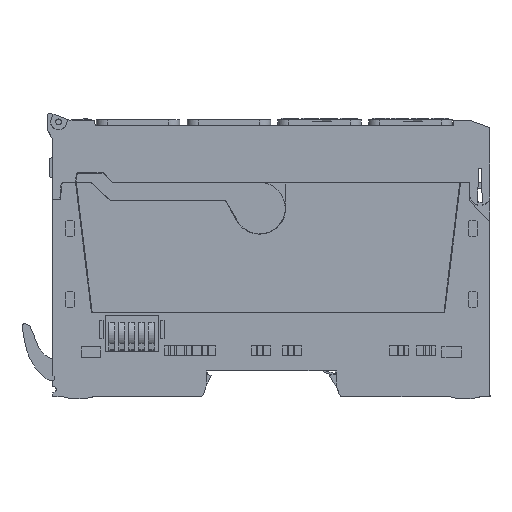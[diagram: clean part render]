
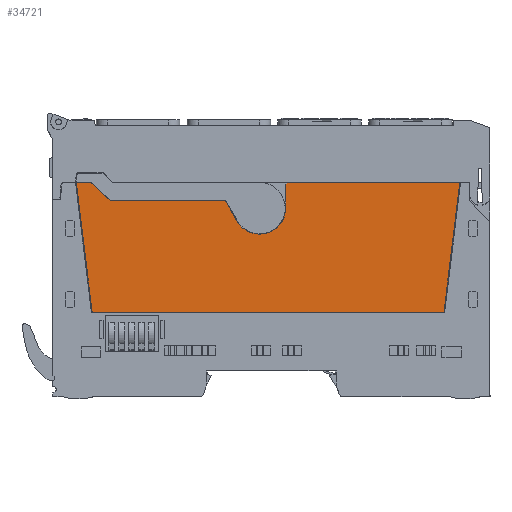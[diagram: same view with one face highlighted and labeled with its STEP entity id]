
A CAD part, left-side view. The second image highlights one B-rep face of the part: STEP entity #34721.
In plain terms, the highlighted planar face has unit normal (-1, 0, 0).
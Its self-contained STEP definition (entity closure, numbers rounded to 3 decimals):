
#1449=AXIS2_PLACEMENT_3D('Plane Axis2P3D',#1446,#1447,#1448) ;
#26831=AXIS2_PLACEMENT_3D('Circle Axis2P3D',#26829,#26830,$) ;
#26881=AXIS2_PLACEMENT_3D('Circle Axis2P3D',#26879,#26880,$) ;
#26956=AXIS2_PLACEMENT_3D('Circle Axis2P3D',#26954,#26955,$) ;
#1446=CARTESIAN_POINT('Axis2P3D Location',(0.,118.817,0.6)) ;
#26661=CARTESIAN_POINT('Vertex',(0.,55.85,52.075)) ;
#26664=CARTESIAN_POINT('Line Origine',(0.,55.85,55.325)) ;
#26668=CARTESIAN_POINT('Vertex',(0.,55.85,58.575)) ;
#26689=CARTESIAN_POINT('Line Origine',(0.,55.6,58.825)) ;
#26693=CARTESIAN_POINT('Vertex',(0.,55.35,59.075)) ;
#26709=CARTESIAN_POINT('Line Origine',(0.,31.799,59.075)) ;
#26713=CARTESIAN_POINT('Vertex',(0.,8.248,59.075)) ;
#26734=CARTESIAN_POINT('Line Origine',(0.,10.421,41.375)) ;
#26738=CARTESIAN_POINT('Vertex',(0.,12.595,23.675)) ;
#26759=CARTESIAN_POINT('Line Origine',(0.,60.65,23.675)) ;
#26763=CARTESIAN_POINT('Vertex',(0.,108.705,23.675)) ;
#26784=CARTESIAN_POINT('Line Origine',(0.,110.879,41.375)) ;
#26788=CARTESIAN_POINT('Vertex',(0.,113.052,59.075)) ;
#26804=CARTESIAN_POINT('Line Origine',(0.,111.224,59.075)) ;
#26808=CARTESIAN_POINT('Vertex',(0.,109.396,59.075)) ;
#26829=CARTESIAN_POINT('Axis2P3D Location',(0.,109.396,58.075)) ;
#26833=CARTESIAN_POINT('Vertex',(0.,108.688,58.782)) ;
#26854=CARTESIAN_POINT('Line Origine',(0.,106.76,56.853)) ;
#26858=CARTESIAN_POINT('Vertex',(0.,104.831,54.924)) ;
#26879=CARTESIAN_POINT('Axis2P3D Location',(0.,102.78,56.975)) ;
#26883=CARTESIAN_POINT('Vertex',(0.,102.78,54.075)) ;
#26904=CARTESIAN_POINT('Line Origine',(0.,87.542,54.075)) ;
#26908=CARTESIAN_POINT('Vertex',(0.,72.303,54.075)) ;
#26929=CARTESIAN_POINT('Line Origine',(0.,70.701,51.3)) ;
#26933=CARTESIAN_POINT('Vertex',(0.,69.099,48.525)) ;
#26954=CARTESIAN_POINT('Axis2P3D Location',(0.,62.95,52.075)) ;
#1447=DIRECTION('Axis2P3D Direction',(1.,0.,0.)) ;
#1448=DIRECTION('Axis2P3D XDirection',(0.,-1.,0.)) ;
#26665=DIRECTION('Vector Direction',(0.,0.,1.)) ;
#26690=DIRECTION('Vector Direction',(0.,-0.707,0.707)) ;
#26710=DIRECTION('Vector Direction',(0.,-1.,0.)) ;
#26735=DIRECTION('Vector Direction',(0.,0.122,-0.993)) ;
#26760=DIRECTION('Vector Direction',(0.,1.,0.)) ;
#26785=DIRECTION('Vector Direction',(0.,0.122,0.993)) ;
#26805=DIRECTION('Vector Direction',(0.,-1.,0.)) ;
#26830=DIRECTION('Axis2P3D Direction',(-1.,0.,0.)) ;
#26855=DIRECTION('Vector Direction',(0.,-0.707,-0.707)) ;
#26880=DIRECTION('Axis2P3D Direction',(-1.,0.,0.)) ;
#26905=DIRECTION('Vector Direction',(0.,-1.,0.)) ;
#26930=DIRECTION('Vector Direction',(0.,-0.5,-0.866)) ;
#26955=DIRECTION('Axis2P3D Direction',(-1.,0.,0.)) ;
#26666=VECTOR('Line Direction',#26665,1.) ;
#26691=VECTOR('Line Direction',#26690,1.) ;
#26711=VECTOR('Line Direction',#26710,1.) ;
#26736=VECTOR('Line Direction',#26735,1.) ;
#26761=VECTOR('Line Direction',#26760,1.) ;
#26786=VECTOR('Line Direction',#26785,1.) ;
#26806=VECTOR('Line Direction',#26805,1.) ;
#26856=VECTOR('Line Direction',#26855,1.) ;
#26906=VECTOR('Line Direction',#26905,1.) ;
#26931=VECTOR('Line Direction',#26930,1.) ;
#34707=ORIENTED_EDGE('',*,*,#26740,.T.) ;
#34708=ORIENTED_EDGE('',*,*,#26715,.T.) ;
#34709=ORIENTED_EDGE('',*,*,#26695,.T.) ;
#34710=ORIENTED_EDGE('',*,*,#26670,.T.) ;
#34711=ORIENTED_EDGE('',*,*,#26958,.T.) ;
#34712=ORIENTED_EDGE('',*,*,#26935,.T.) ;
#34713=ORIENTED_EDGE('',*,*,#26910,.T.) ;
#34714=ORIENTED_EDGE('',*,*,#26885,.T.) ;
#34715=ORIENTED_EDGE('',*,*,#26860,.T.) ;
#34716=ORIENTED_EDGE('',*,*,#26835,.T.) ;
#34717=ORIENTED_EDGE('',*,*,#26810,.T.) ;
#34718=ORIENTED_EDGE('',*,*,#26790,.T.) ;
#34719=ORIENTED_EDGE('',*,*,#26765,.T.) ;
#34721=ADVANCED_FACE('Modul',(#34720),#1450,.F.) ;
#26832=CIRCLE('generated circle',#26831,1.) ;
#26882=CIRCLE('generated circle',#26881,2.9) ;
#26957=CIRCLE('generated circle',#26956,7.1) ;
#26670=EDGE_CURVE('',#26669,#26662,#26667,.F.) ;
#26695=EDGE_CURVE('',#26694,#26669,#26692,.F.) ;
#26715=EDGE_CURVE('',#26714,#26694,#26712,.F.) ;
#26740=EDGE_CURVE('',#26739,#26714,#26737,.F.) ;
#26765=EDGE_CURVE('',#26764,#26739,#26762,.F.) ;
#26790=EDGE_CURVE('',#26789,#26764,#26787,.F.) ;
#26810=EDGE_CURVE('',#26809,#26789,#26807,.F.) ;
#26835=EDGE_CURVE('',#26834,#26809,#26832,.T.) ;
#26860=EDGE_CURVE('',#26859,#26834,#26857,.F.) ;
#26885=EDGE_CURVE('',#26884,#26859,#26882,.F.) ;
#26910=EDGE_CURVE('',#26909,#26884,#26907,.F.) ;
#26935=EDGE_CURVE('',#26934,#26909,#26932,.F.) ;
#26958=EDGE_CURVE('',#26662,#26934,#26957,.F.) ;
#34706=EDGE_LOOP('',(#34707,#34708,#34709,#34710,#34711,#34712,#34713,#34714,#34715,#34716,#34717,#34718,#34719)) ;
#34720=FACE_OUTER_BOUND('',#34706,.T.) ;
#26667=LINE('Line',#26664,#26666) ;
#26692=LINE('Line',#26689,#26691) ;
#26712=LINE('Line',#26709,#26711) ;
#26737=LINE('Line',#26734,#26736) ;
#26762=LINE('Line',#26759,#26761) ;
#26787=LINE('Line',#26784,#26786) ;
#26807=LINE('Line',#26804,#26806) ;
#26857=LINE('Line',#26854,#26856) ;
#26907=LINE('Line',#26904,#26906) ;
#26932=LINE('Line',#26929,#26931) ;
#1450=PLANE('',#1449) ;
#26662=VERTEX_POINT('',#26661) ;
#26669=VERTEX_POINT('',#26668) ;
#26694=VERTEX_POINT('',#26693) ;
#26714=VERTEX_POINT('',#26713) ;
#26739=VERTEX_POINT('',#26738) ;
#26764=VERTEX_POINT('',#26763) ;
#26789=VERTEX_POINT('',#26788) ;
#26809=VERTEX_POINT('',#26808) ;
#26834=VERTEX_POINT('',#26833) ;
#26859=VERTEX_POINT('',#26858) ;
#26884=VERTEX_POINT('',#26883) ;
#26909=VERTEX_POINT('',#26908) ;
#26934=VERTEX_POINT('',#26933) ;
